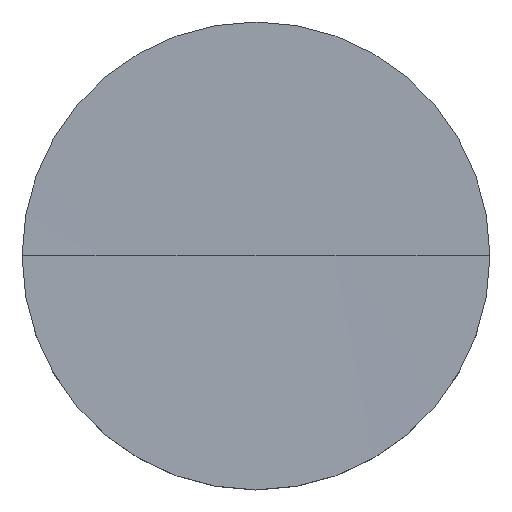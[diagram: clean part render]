
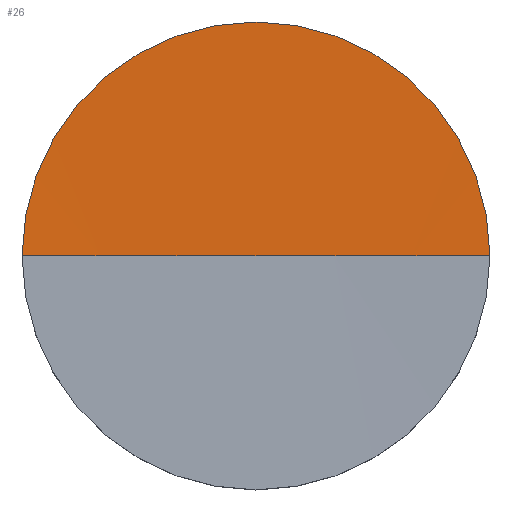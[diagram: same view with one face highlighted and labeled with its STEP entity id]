
A CAD part, top view. The second image highlights one B-rep face of the part: STEP entity #26.
In plain terms, the highlighted spherical face has radius 2000 mm.
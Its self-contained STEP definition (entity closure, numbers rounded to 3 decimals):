
#2 = AXIS2_PLACEMENT_3D ( 'NONE', #50, #111, #155 ) ;
#5 = CARTESIAN_POINT ( 'NONE',  ( 0., 0., 10. ) ) ;
#17 = ORIENTED_EDGE ( 'NONE', *, *, #34, .F. ) ;
#26 = ADVANCED_FACE ( 'NONE', ( #98 ), #113, .F. ) ;
#34 = EDGE_CURVE ( 'NONE', #128, #126, #81, .T. ) ;
#38 = CARTESIAN_POINT ( 'NONE',  ( -25.4, 0., 10. ) ) ;
#40 = DIRECTION ( 'NONE',  ( 0., -1., 0. ) ) ;
#43 = AXIS2_PLACEMENT_3D ( 'NONE', #5, #91, #106 ) ;
#50 = CARTESIAN_POINT ( 'NONE',  ( 0., 0., 2009.839 ) ) ;
#58 = CARTESIAN_POINT ( 'NONE',  ( 0., 0., 9.839 ) ) ;
#68 = ORIENTED_EDGE ( 'NONE', *, *, #87, .T. ) ;
#74 = CARTESIAN_POINT ( 'NONE',  ( 0., 0., 2009.839 ) ) ;
#81 = CIRCLE ( 'NONE', #173, 2000. ) ;
#82 = CARTESIAN_POINT ( 'NONE',  ( 0., 0., 2009.839 ) ) ;
#87 = EDGE_CURVE ( 'NONE', #154, #126, #103, .T. ) ;
#88 = AXIS2_PLACEMENT_3D ( 'NONE', #74, #40, #119 ) ;
#91 = DIRECTION ( 'NONE',  ( 0., 0., -1. ) ) ;
#98 = FACE_OUTER_BOUND ( 'NONE', #123, .T. ) ;
#99 = CIRCLE ( 'NONE', #43, 25.4 ) ;
#103 = CIRCLE ( 'NONE', #88, 2000. ) ;
#106 = DIRECTION ( 'NONE',  ( 1., 0., 0. ) ) ;
#110 = EDGE_CURVE ( 'NONE', #154, #128, #99, .T. ) ;
#111 = DIRECTION ( 'NONE',  ( 0., -1., 0. ) ) ;
#113 = SPHERICAL_SURFACE ( 'NONE', #2, 2000. ) ;
#119 = DIRECTION ( 'NONE',  ( 1., 0., 0. ) ) ;
#123 = EDGE_LOOP ( 'NONE', ( #170, #68, #17 ) ) ;
#126 = VERTEX_POINT ( 'NONE', #58 ) ;
#128 = VERTEX_POINT ( 'NONE', #176 ) ;
#139 = DIRECTION ( 'NONE',  ( 0., 1., 0. ) ) ;
#154 = VERTEX_POINT ( 'NONE', #38 ) ;
#155 = DIRECTION ( 'NONE',  ( 1., 0., 0. ) ) ;
#170 = ORIENTED_EDGE ( 'NONE', *, *, #110, .F. ) ;
#173 = AXIS2_PLACEMENT_3D ( 'NONE', #82, #139, #199 ) ;
#176 = CARTESIAN_POINT ( 'NONE',  ( 25.4, 0., 10. ) ) ;
#199 = DIRECTION ( 'NONE',  ( 0., 0., 1. ) ) ;
